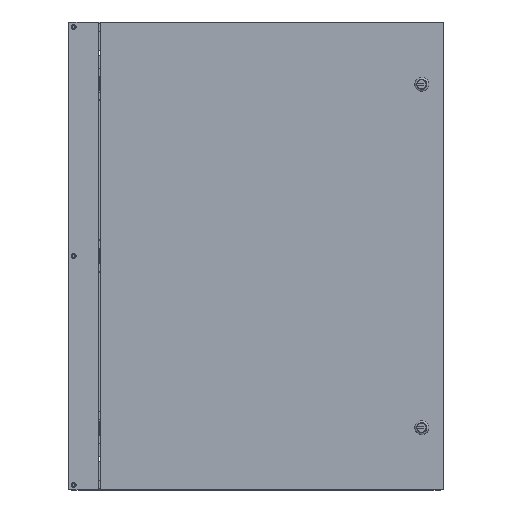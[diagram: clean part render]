
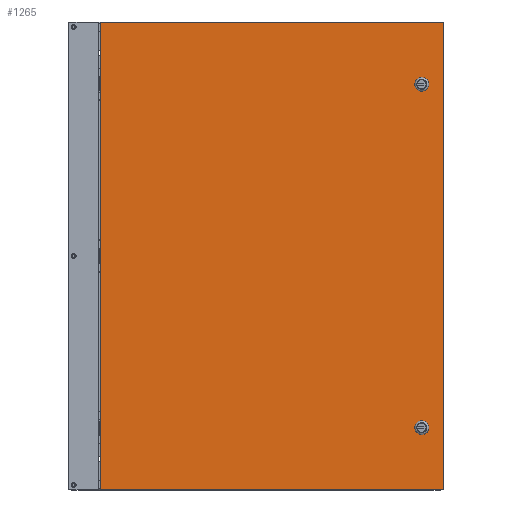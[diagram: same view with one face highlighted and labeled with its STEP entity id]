
A CAD part, front view. The second image highlights one B-rep face of the part: STEP entity #1265.
In plain terms, the highlighted planar face has unit normal (0, -1, 0).
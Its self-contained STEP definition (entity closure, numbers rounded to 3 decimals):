
#1265 = ADVANCED_FACE( '', ( #2739, #2740, #2741 ), #2742, .T. );
#2739 = FACE_BOUND( '', #10423, .T. );
#2740 = FACE_BOUND( '', #10424, .T. );
#2741 = FACE_OUTER_BOUND( '', #10425, .T. );
#2742 = PLANE( '', #10426 );
#10423 = EDGE_LOOP( '', ( #34597, #34598, #34599, #34600 ) );
#10424 = EDGE_LOOP( '', ( #34601, #34602, #34603, #34604 ) );
#10425 = EDGE_LOOP( '', ( #34605, #34606, #34607, #34608 ) );
#10426 = AXIS2_PLACEMENT_3D( '', #34609, #34610, #34611 );
#34597 = ORIENTED_EDGE( '', *, *, #38973, .F. );
#34598 = ORIENTED_EDGE( '', *, *, #38611, .F. );
#34599 = ORIENTED_EDGE( '', *, *, #38974, .F. );
#34600 = ORIENTED_EDGE( '', *, *, #38975, .F. );
#34601 = ORIENTED_EDGE( '', *, *, #38976, .F. );
#34602 = ORIENTED_EDGE( '', *, *, #38977, .F. );
#34603 = ORIENTED_EDGE( '', *, *, #38978, .F. );
#34604 = ORIENTED_EDGE( '', *, *, #38336, .F. );
#34605 = ORIENTED_EDGE( '', *, *, #38979, .T. );
#34606 = ORIENTED_EDGE( '', *, *, #38708, .T. );
#34607 = ORIENTED_EDGE( '', *, *, #38980, .T. );
#34608 = ORIENTED_EDGE( '', *, *, #38981, .T. );
#34609 = CARTESIAN_POINT( '', ( 0., 0., 0. ) );
#34610 = DIRECTION( '', ( 0., -1., 0. ) );
#34611 = DIRECTION( '', ( 0., 0., -1. ) );
#38336 = EDGE_CURVE( '', #40272, #40274, #40275, .T. );
#38611 = EDGE_CURVE( '', #40761, #40763, #40764, .T. );
#38708 = EDGE_CURVE( '', #40929, #40930, #40931, .T. );
#38973 = EDGE_CURVE( '', #40763, #41370, #41371, .T. );
#38974 = EDGE_CURVE( '', #41372, #40761, #41373, .T. );
#38975 = EDGE_CURVE( '', #41370, #41372, #41374, .T. );
#38976 = EDGE_CURVE( '', #41375, #40272, #41376, .T. );
#38977 = EDGE_CURVE( '', #41377, #41375, #41378, .T. );
#38978 = EDGE_CURVE( '', #40274, #41377, #41379, .T. );
#38979 = EDGE_CURVE( '', #41380, #40929, #41381, .T. );
#38980 = EDGE_CURVE( '', #40930, #41382, #41383, .T. );
#38981 = EDGE_CURVE( '', #41382, #41380, #41384, .T. );
#40272 = VERTEX_POINT( '', #43101 );
#40274 = VERTEX_POINT( '', #43104 );
#40275 = LINE( '', #43105, #43106 );
#40761 = VERTEX_POINT( '', #44442 );
#40763 = VERTEX_POINT( '', #44445 );
#40764 = LINE( '', #44446, #44447 );
#40929 = VERTEX_POINT( '', #44737 );
#40930 = VERTEX_POINT( '', #44738 );
#40931 = LINE( '', #44739, #44740 );
#41370 = VERTEX_POINT( '', #45689 );
#41371 = CIRCLE( '', #45690, 9.716 );
#41372 = VERTEX_POINT( '', #45691 );
#41373 = CIRCLE( '', #45692, 9.716 );
#41374 = LINE( '', #45693, #45694 );
#41375 = VERTEX_POINT( '', #45695 );
#41376 = CIRCLE( '', #45696, 9.716 );
#41377 = VERTEX_POINT( '', #45697 );
#41378 = LINE( '', #45698, #45699 );
#41379 = CIRCLE( '', #45700, 9.716 );
#41380 = VERTEX_POINT( '', #45701 );
#41381 = LINE( '', #45702, #45703 );
#41382 = VERTEX_POINT( '', #45704 );
#41383 = LINE( '', #45705, #45706 );
#41384 = LINE( '', #45707, #45708 );
#43101 = CARTESIAN_POINT( '', ( 236.347, 0., -274.078 ) );
#43104 = CARTESIAN_POINT( '', ( 236.347, 0., -284.722 ) );
#43105 = CARTESIAN_POINT( '', ( 236.347, 0., -274.078 ) );
#43106 = VECTOR( '', #49451, 1000. );
#44442 = CARTESIAN_POINT( '', ( 252.603, 0., 274.078 ) );
#44445 = CARTESIAN_POINT( '', ( 252.603, 0., 284.722 ) );
#44446 = CARTESIAN_POINT( '', ( 252.603, 0., 284.722 ) );
#44447 = VECTOR( '', #49672, 1000. );
#44737 = CARTESIAN_POINT( '', ( -279.4, 0., -381. ) );
#44738 = CARTESIAN_POINT( '', ( 279.4, 0., -381. ) );
#44739 = CARTESIAN_POINT( '', ( -279.4, 0., -381. ) );
#44740 = VECTOR( '', #49768, 1000. );
#45689 = CARTESIAN_POINT( '', ( 236.347, 0., 284.722 ) );
#45690 = AXIS2_PLACEMENT_3D( '', #50081, #50082, #50083 );
#45691 = CARTESIAN_POINT( '', ( 236.347, 0., 274.078 ) );
#45692 = AXIS2_PLACEMENT_3D( '', #50084, #50085, #50086 );
#45693 = CARTESIAN_POINT( '', ( 236.347, 0., 284.722 ) );
#45694 = VECTOR( '', #50087, 1000. );
#45695 = CARTESIAN_POINT( '', ( 252.603, 0., -274.078 ) );
#45696 = AXIS2_PLACEMENT_3D( '', #50088, #50089, #50090 );
#45697 = CARTESIAN_POINT( '', ( 252.603, 0., -284.722 ) );
#45698 = CARTESIAN_POINT( '', ( 252.603, 0., -274.078 ) );
#45699 = VECTOR( '', #50091, 1000. );
#45700 = AXIS2_PLACEMENT_3D( '', #50092, #50093, #50094 );
#45701 = CARTESIAN_POINT( '', ( -279.4, 0., 381. ) );
#45702 = CARTESIAN_POINT( '', ( -279.4, 0., 381. ) );
#45703 = VECTOR( '', #50095, 1000. );
#45704 = CARTESIAN_POINT( '', ( 279.4, 0., 381. ) );
#45705 = CARTESIAN_POINT( '', ( 279.4, 0., -381. ) );
#45706 = VECTOR( '', #50096, 1000. );
#45707 = CARTESIAN_POINT( '', ( 279.4, 0., 381. ) );
#45708 = VECTOR( '', #50097, 1000. );
#49451 = DIRECTION( '', ( 0., 0., -1. ) );
#49672 = DIRECTION( '', ( 0., 0., 1. ) );
#49768 = DIRECTION( '', ( 1., 0., 0. ) );
#50081 = CARTESIAN_POINT( '', ( 244.475, 0., 279.4 ) );
#50082 = DIRECTION( '', ( 0., -1., 0. ) );
#50083 = DIRECTION( '', ( 1., 0., 0. ) );
#50084 = CARTESIAN_POINT( '', ( 244.475, 0., 279.4 ) );
#50085 = DIRECTION( '', ( 0., -1., 0. ) );
#50086 = DIRECTION( '', ( 1., 0., 0. ) );
#50087 = DIRECTION( '', ( 0., 0., -1. ) );
#50088 = CARTESIAN_POINT( '', ( 244.475, 0., -279.4 ) );
#50089 = DIRECTION( '', ( 0., -1., 0. ) );
#50090 = DIRECTION( '', ( 1., 0., 0. ) );
#50091 = DIRECTION( '', ( 0., 0., 1. ) );
#50092 = CARTESIAN_POINT( '', ( 244.475, 0., -279.4 ) );
#50093 = DIRECTION( '', ( 0., -1., 0. ) );
#50094 = DIRECTION( '', ( 1., 0., 0. ) );
#50095 = DIRECTION( '', ( 0., 0., -1. ) );
#50096 = DIRECTION( '', ( 0., 0., 1. ) );
#50097 = DIRECTION( '', ( -1., 0., 0. ) );
